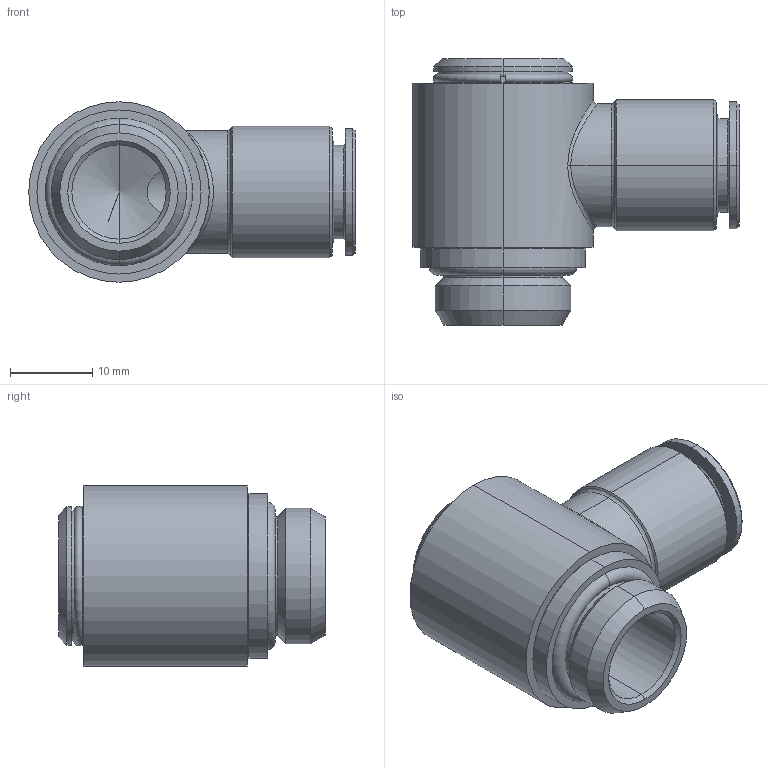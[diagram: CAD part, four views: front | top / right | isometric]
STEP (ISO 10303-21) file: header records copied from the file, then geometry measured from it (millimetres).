
FILE_DESCRIPTION (( 'STEP AP203' ), '1' );
FILE_NAME ('A0080053.STEP', '2009-03-02T13:28:22', ( 'UT1' ), ( '' ), 'SwSTEP 2.0', 'SolidWorks 2009', '' );
FILE_SCHEMA (( 'CONFIG_CONTROL_DESIGN' ));
Length unit declared in the file: millimetre
Products named in the file (1): A0080053
Bounding box: 39.8 x 32.5 x 22 mm (x, y, z)
Volume: 9510.6 mm3; surface area: 5517.6 mm2
Topology: 1 solids, 1 shells, 93 faces, 208 edges, 122 vertices
Faces by surface type: cylinder 31, cone 30, plane 25, torus 5, bspline 2
Entity records: 3227 total; most frequent: CARTESIAN_POINT 1072, DIRECTION 468, ORIENTED_EDGE 408, EDGE_CURVE 204, AXIS2_PLACEMENT_3D 192, VERTEX_POINT 122, EDGE_LOOP 104, CIRCLE 100
